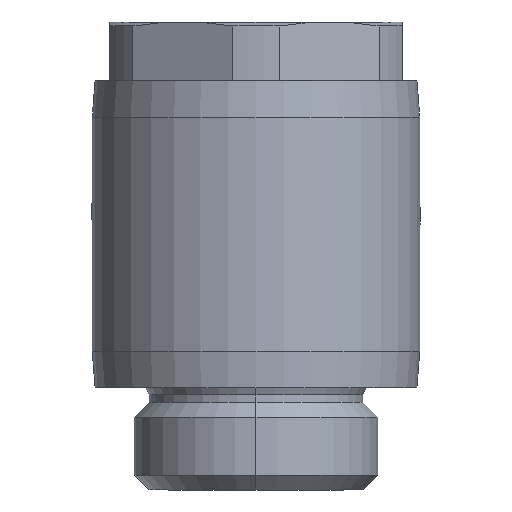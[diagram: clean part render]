
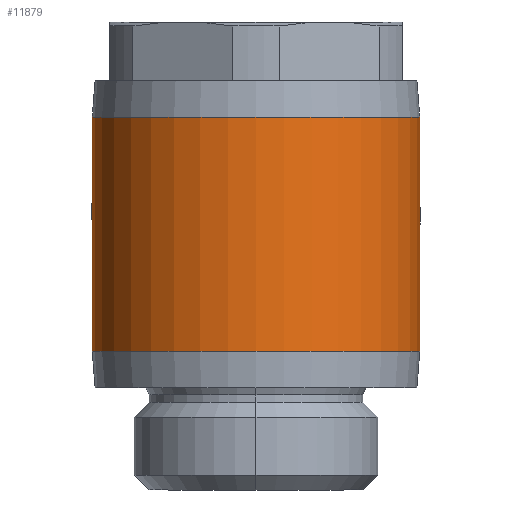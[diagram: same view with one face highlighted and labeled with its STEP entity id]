
A CAD part, left-side view. The second image highlights one B-rep face of the part: STEP entity #11879.
In plain terms, the highlighted cylindrical face has radius 11.2 mm (diameter 22.4 mm), a partial arc.
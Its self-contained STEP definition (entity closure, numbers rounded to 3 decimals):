
#701 = AXIS2_PLACEMENT_3D ( 'NONE', #11558, #8094, #4614 ) ;
#1333 = CARTESIAN_POINT ( 'NONE',  ( 11., 0., 6.6 ) ) ;
#1441 = DIRECTION ( 'NONE',  ( 0., 0., -1. ) ) ;
#2126 = VERTEX_POINT ( 'NONE', #12994 ) ;
#2168 = CIRCLE ( 'NONE', #4640, 11.2 ) ;
#2329 = VECTOR ( 'NONE', #5252, 1000. ) ;
#2683 = DIRECTION ( 'NONE',  ( 0., 0., -1. ) ) ;
#2741 = CARTESIAN_POINT ( 'NONE',  ( 11., 11.2, -1.4 ) ) ;
#3299 = EDGE_CURVE ( 'NONE', #14216, #2126, #2168, .T. ) ;
#3712 = CARTESIAN_POINT ( 'NONE',  ( 11., -11.2, -1.4 ) ) ;
#4192 = FACE_OUTER_BOUND ( 'NONE', #8546, .T. ) ;
#4422 = EDGE_CURVE ( 'NONE', #5851, #9322, #8834, .T. ) ;
#4549 = ORIENTED_EDGE ( 'NONE', *, *, #3299, .T. ) ;
#4614 = DIRECTION ( 'NONE',  ( 0., -1., 0. ) ) ;
#4640 = AXIS2_PLACEMENT_3D ( 'NONE', #1333, #1441, #13196 ) ;
#4911 = DIRECTION ( 'NONE',  ( 0., 0., 1. ) ) ;
#5252 = DIRECTION ( 'NONE',  ( 0., 0., 1. ) ) ;
#5851 = VERTEX_POINT ( 'NONE', #7620 ) ;
#6299 = DIRECTION ( 'NONE',  ( -1., 0., 0. ) ) ;
#6805 = CYLINDRICAL_SURFACE ( 'NONE', #701, 11.2 ) ;
#7228 = ORIENTED_EDGE ( 'NONE', *, *, #8358, .F. ) ;
#7620 = CARTESIAN_POINT ( 'NONE',  ( 11., 11.2, -9.4 ) ) ;
#8094 = DIRECTION ( 'NONE',  ( 0., 0., 1. ) ) ;
#8358 = EDGE_CURVE ( 'NONE', #9322, #2126, #10578, .T. ) ;
#8437 = ORIENTED_EDGE ( 'NONE', *, *, #4422, .F. ) ;
#8546 = EDGE_LOOP ( 'NONE', ( #8437, #15048, #4549, #7228 ) ) ;
#8617 = LINE ( 'NONE', #2741, #2329 ) ;
#8834 = CIRCLE ( 'NONE', #9052, 11.2 ) ;
#9052 = AXIS2_PLACEMENT_3D ( 'NONE', #13336, #2683, #6299 ) ;
#9322 = VERTEX_POINT ( 'NONE', #11311 ) ;
#10578 = LINE ( 'NONE', #3712, #14804 ) ;
#11221 = CARTESIAN_POINT ( 'NONE',  ( 11., 11.2, 6.6 ) ) ;
#11311 = CARTESIAN_POINT ( 'NONE',  ( 11., -11.2, -9.4 ) ) ;
#11558 = CARTESIAN_POINT ( 'NONE',  ( 11., 0., -1.4 ) ) ;
#11879 = ADVANCED_FACE ( 'NONE', ( #4192 ), #6805, .T. ) ;
#12477 = EDGE_CURVE ( 'NONE', #5851, #14216, #8617, .T. ) ;
#12994 = CARTESIAN_POINT ( 'NONE',  ( 11., -11.2, 6.6 ) ) ;
#13196 = DIRECTION ( 'NONE',  ( 0., -1., 0. ) ) ;
#13336 = CARTESIAN_POINT ( 'NONE',  ( 11., 0., -9.4 ) ) ;
#14216 = VERTEX_POINT ( 'NONE', #11221 ) ;
#14804 = VECTOR ( 'NONE', #4911, 1000. ) ;
#15048 = ORIENTED_EDGE ( 'NONE', *, *, #12477, .T. ) ;
